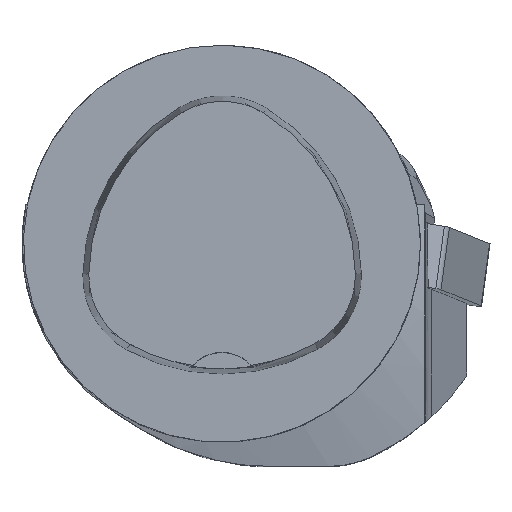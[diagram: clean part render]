
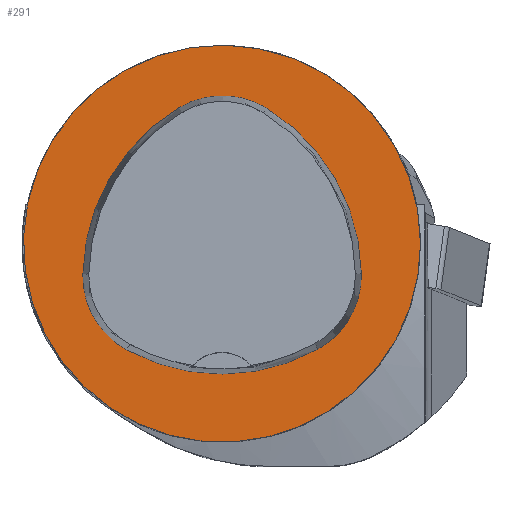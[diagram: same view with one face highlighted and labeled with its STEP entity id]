
A CAD part, top view. The second image highlights one B-rep face of the part: STEP entity #291.
In plain terms, the highlighted planar face has unit normal (0, 0, 1).
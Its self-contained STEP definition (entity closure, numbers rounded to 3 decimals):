
#291=ADVANCED_FACE('',(#715,#716),#369,.T.);
#369=PLANE('',#1965);
#715=FACE_BOUND('',#761,.T.);
#716=FACE_BOUND('',#762,.T.);
#761=EDGE_LOOP('',(#1036,#1037,#1038,#1039,#1040,#1041));
#762=EDGE_LOOP('',(#1042));
#1036=ORIENTED_EDGE('',*,*,#1636,.F.);
#1037=ORIENTED_EDGE('',*,*,#1631,.F.);
#1038=ORIENTED_EDGE('',*,*,#1626,.F.);
#1039=ORIENTED_EDGE('',*,*,#1623,.F.);
#1040=ORIENTED_EDGE('',*,*,#1620,.F.);
#1041=ORIENTED_EDGE('',*,*,#1616,.F.);
#1042=ORIENTED_EDGE('',*,*,#1596,.T.);
#1406=VERTEX_POINT('',#2888);
#1425=VERTEX_POINT('',#2948);
#1426=VERTEX_POINT('',#2949);
#1429=VERTEX_POINT('',#2957);
#1431=VERTEX_POINT('',#2963);
#1433=VERTEX_POINT('',#2969);
#1437=VERTEX_POINT('',#2982);
#1596=EDGE_CURVE('',#1406,#1406,#1761,.T.);
#1616=EDGE_CURVE('',#1425,#1426,#1762,.T.);
#1620=EDGE_CURVE('',#1426,#1429,#1764,.T.);
#1623=EDGE_CURVE('',#1429,#1431,#1766,.T.);
#1626=EDGE_CURVE('',#1431,#1433,#1768,.T.);
#1631=EDGE_CURVE('',#1433,#1437,#1771,.T.);
#1636=EDGE_CURVE('',#1437,#1425,#1774,.T.);
#1761=CIRCLE('',#1932,20.);
#1762=CIRCLE('',#1943,20.);
#1764=CIRCLE('',#1946,8.5);
#1766=CIRCLE('',#1949,20.);
#1768=CIRCLE('',#1952,8.5);
#1771=CIRCLE('',#1956,20.);
#1774=CIRCLE('',#1960,8.5);
#1932=AXIS2_PLACEMENT_3D('',#2887,#2241,#2242);
#1943=AXIS2_PLACEMENT_3D('',#2947,#2271,#2272);
#1946=AXIS2_PLACEMENT_3D('',#2956,#2279,#2280);
#1949=AXIS2_PLACEMENT_3D('',#2962,#2286,#2287);
#1952=AXIS2_PLACEMENT_3D('',#2968,#2293,#2294);
#1956=AXIS2_PLACEMENT_3D('',#2981,#2302,#2303);
#1960=AXIS2_PLACEMENT_3D('',#2994,#2311,#2312);
#1965=AXIS2_PLACEMENT_3D('',#2999,#2321,#2322);
#2241=DIRECTION('',(0.,0.,1.));
#2242=DIRECTION('',(1.,0.,0.));
#2271=DIRECTION('',(0.,0.,1.));
#2272=DIRECTION('',(1.,0.,0.));
#2279=DIRECTION('',(0.,0.,1.));
#2280=DIRECTION('',(1.,0.,0.));
#2286=DIRECTION('',(0.,0.,1.));
#2287=DIRECTION('',(1.,0.,0.));
#2293=DIRECTION('',(0.,0.,1.));
#2294=DIRECTION('',(1.,0.,0.));
#2302=DIRECTION('',(0.,0.,1.));
#2303=DIRECTION('',(1.,0.,0.));
#2311=DIRECTION('',(0.,0.,1.));
#2312=DIRECTION('',(1.,0.,0.));
#2321=DIRECTION('',(0.,0.,1.));
#2322=DIRECTION('',(-1.,0.,0.));
#2887=CARTESIAN_POINT('',(0.,0.,0.));
#2888=CARTESIAN_POINT('',(20.,0.,0.));
#2947=CARTESIAN_POINT('',(-5.955,-3.414,0.));
#2948=CARTESIAN_POINT('',(14.041,-3.042,0.));
#2949=CARTESIAN_POINT('',(4.472,13.653,0.));
#2956=CARTESIAN_POINT('',(0.04,6.4,0.));
#2957=CARTESIAN_POINT('',(-4.347,13.68,0.));
#2962=CARTESIAN_POINT('',(5.976,-3.45,0.));
#2963=CARTESIAN_POINT('',(-14.021,-3.075,0.));
#2968=CARTESIAN_POINT('',(-5.522,-3.235,0.));
#2969=CARTESIAN_POINT('',(-9.588,-10.699,0.));
#2981=CARTESIAN_POINT('',(-0.022,6.864,0.));
#2982=CARTESIAN_POINT('',(9.655,-10.639,0.));
#2994=CARTESIAN_POINT('',(5.543,-3.2,0.));
#2999=CARTESIAN_POINT('',(0.,0.,0.));
